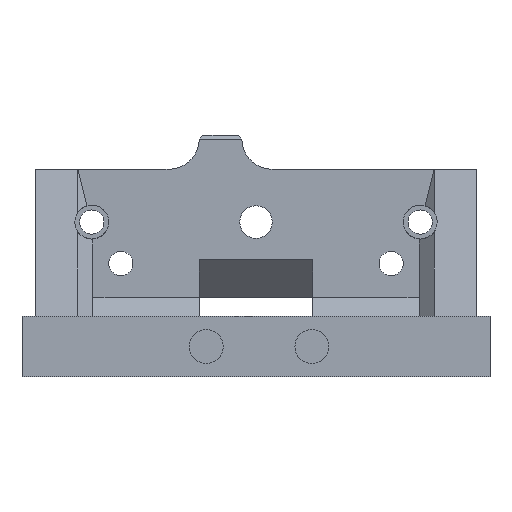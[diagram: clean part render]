
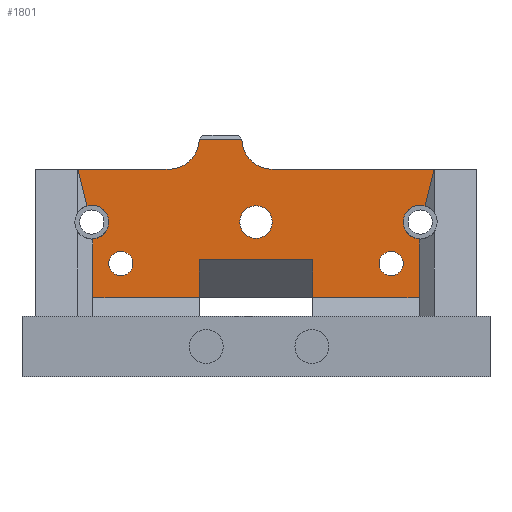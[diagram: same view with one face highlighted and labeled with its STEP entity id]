
A CAD part, left-side view. The second image highlights one B-rep face of the part: STEP entity #1801.
In plain terms, the highlighted planar face has unit normal (-1, 0, 0).
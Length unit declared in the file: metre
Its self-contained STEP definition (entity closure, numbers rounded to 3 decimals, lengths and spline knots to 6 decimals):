
#67=CIRCLE('',#1923,0.00225);
#69=CIRCLE('',#1928,0.00225);
#71=CIRCLE('',#1932,0.0016);
#73=CIRCLE('',#1935,0.0016);
#100=CIRCLE('',#1971,0.00215);
#101=CIRCLE('',#1972,0.004);
#102=CIRCLE('',#1973,0.004);
#270=ORIENTED_EDGE('',*,*,#748,.T.);
#271=ORIENTED_EDGE('',*,*,#657,.T.);
#272=ORIENTED_EDGE('',*,*,#655,.T.);
#273=ORIENTED_EDGE('',*,*,#749,.T.);
#274=ORIENTED_EDGE('',*,*,#750,.T.);
#275=ORIENTED_EDGE('',*,*,#751,.T.);
#276=ORIENTED_EDGE('',*,*,#741,.F.);
#277=ORIENTED_EDGE('',*,*,#752,.T.);
#278=ORIENTED_EDGE('',*,*,#652,.T.);
#279=ORIENTED_EDGE('',*,*,#753,.T.);
#280=ORIENTED_EDGE('',*,*,#754,.T.);
#281=ORIENTED_EDGE('',*,*,#755,.T.);
#282=ORIENTED_EDGE('',*,*,#756,.T.);
#283=ORIENTED_EDGE('',*,*,#757,.F.);
#284=ORIENTED_EDGE('',*,*,#758,.T.);
#285=ORIENTED_EDGE('',*,*,#759,.F.);
#286=ORIENTED_EDGE('',*,*,#647,.T.);
#287=ORIENTED_EDGE('',*,*,#760,.T.);
#288=ORIENTED_EDGE('',*,*,#638,.F.);
#638=EDGE_CURVE('',#880,#881,#1056,.T.);
#647=EDGE_CURVE('',#885,#889,#67,.T.);
#652=EDGE_CURVE('',#895,#894,#69,.T.);
#655=EDGE_CURVE('',#897,#897,#71,.T.);
#657=EDGE_CURVE('',#899,#899,#73,.T.);
#741=EDGE_CURVE('',#977,#978,#1118,.T.);
#748=EDGE_CURVE('',#984,#984,#100,.T.);
#749=EDGE_CURVE('',#880,#985,#101,.T.);
#750=EDGE_CURVE('',#985,#986,#1124,.T.);
#751=EDGE_CURVE('',#986,#978,#102,.T.);
#752=EDGE_CURVE('',#977,#895,#1125,.F.);
#753=EDGE_CURVE('',#894,#987,#1126,.T.);
#754=EDGE_CURVE('',#987,#988,#1127,.T.);
#755=EDGE_CURVE('',#988,#989,#1128,.T.);
#756=EDGE_CURVE('',#989,#990,#1129,.T.);
#757=EDGE_CURVE('',#991,#990,#1130,.T.);
#758=EDGE_CURVE('',#991,#992,#1131,.T.);
#759=EDGE_CURVE('',#885,#992,#1132,.T.);
#760=EDGE_CURVE('',#889,#881,#1133,.T.);
#880=VERTEX_POINT('',#2697);
#881=VERTEX_POINT('',#2699);
#885=VERTEX_POINT('',#2709);
#889=VERTEX_POINT('',#2716);
#894=VERTEX_POINT('',#2727);
#895=VERTEX_POINT('',#2729);
#897=VERTEX_POINT('',#2735);
#899=VERTEX_POINT('',#2740);
#977=VERTEX_POINT('',#2908);
#978=VERTEX_POINT('',#2909);
#984=VERTEX_POINT('',#2923);
#985=VERTEX_POINT('',#2925);
#986=VERTEX_POINT('',#2927);
#987=VERTEX_POINT('',#2931);
#988=VERTEX_POINT('',#2933);
#989=VERTEX_POINT('',#2935);
#990=VERTEX_POINT('',#2937);
#991=VERTEX_POINT('',#2939);
#992=VERTEX_POINT('',#2941);
#1056=LINE('',#2698,#1204);
#1118=LINE('',#2907,#1266);
#1124=LINE('',#2926,#1272);
#1125=LINE('',#2929,#1273);
#1126=LINE('',#2930,#1274);
#1127=LINE('',#2932,#1275);
#1128=LINE('',#2934,#1276);
#1129=LINE('',#2936,#1277);
#1130=LINE('',#2938,#1278);
#1131=LINE('',#2940,#1279);
#1132=LINE('',#2942,#1280);
#1133=LINE('',#2943,#1281);
#1204=VECTOR('',#2131,1.);
#1266=VECTOR('',#2295,1.);
#1272=VECTOR('',#2309,1.);
#1273=VECTOR('',#2312,1.);
#1274=VECTOR('',#2313,1.);
#1275=VECTOR('',#2314,1.);
#1276=VECTOR('',#2315,1.);
#1277=VECTOR('',#2316,1.);
#1278=VECTOR('',#2317,1.);
#1279=VECTOR('',#2318,1.);
#1280=VECTOR('',#2319,1.);
#1281=VECTOR('',#2320,1.);
#1381=EDGE_LOOP('',(#270));
#1382=EDGE_LOOP('',(#271));
#1383=EDGE_LOOP('',(#272));
#1384=EDGE_LOOP('',(#273,#274,#275,#276,#277,#278,#279,#280,#281,#282,#283,
#284,#285,#286,#287,#288));
#1567=FACE_BOUND('',#1381,.T.);
#1568=FACE_BOUND('',#1382,.T.);
#1569=FACE_BOUND('',#1383,.T.);
#1570=FACE_BOUND('',#1384,.T.);
#1729=PLANE('',#1970);
#1801=ADVANCED_FACE('',(#1567,#1568,#1569,#1570),#1729,.F.);
#1923=AXIS2_PLACEMENT_3D('',#2717,#2146,#2147);
#1928=AXIS2_PLACEMENT_3D('',#2728,#2157,#2158);
#1932=AXIS2_PLACEMENT_3D('',#2734,#2165,#2166);
#1935=AXIS2_PLACEMENT_3D('',#2739,#2171,#2172);
#1970=AXIS2_PLACEMENT_3D('',#2921,#2303,#2304);
#1971=AXIS2_PLACEMENT_3D('',#2922,#2305,#2306);
#1972=AXIS2_PLACEMENT_3D('',#2924,#2307,#2308);
#1973=AXIS2_PLACEMENT_3D('',#2928,#2310,#2311);
#2131=DIRECTION('',(0.,-1.,0.));
#2146=DIRECTION('',(1.,0.,0.));
#2147=DIRECTION('',(0.,1.,0.));
#2157=DIRECTION('',(1.,0.,0.));
#2158=DIRECTION('',(0.,1.,0.));
#2165=DIRECTION('',(1.,0.,0.));
#2166=DIRECTION('',(0.,1.,0.));
#2171=DIRECTION('',(1.,0.,0.));
#2172=DIRECTION('',(0.,1.,0.));
#2295=DIRECTION('',(0.,-1.,0.));
#2303=DIRECTION('',(1.,0.,0.));
#2304=DIRECTION('',(0.,1.,0.));
#2305=DIRECTION('',(1.,0.,0.));
#2306=DIRECTION('',(0.,1.,0.));
#2307=DIRECTION('',(1.,0.,0.));
#2308=DIRECTION('',(0.,1.,0.));
#2309=DIRECTION('',(0.,1.,0.));
#2310=DIRECTION('',(1.,0.,0.));
#2311=DIRECTION('',(0.,1.,0.));
#2312=DIRECTION('',(0.,0.241,0.971));
#2313=DIRECTION('',(0.,0.,-1.));
#2314=DIRECTION('',(0.,-1.,0.));
#2315=DIRECTION('',(0.,0.,1.));
#2316=DIRECTION('',(0.,-1.,0.));
#2317=DIRECTION('',(0.,0.,1.));
#2318=DIRECTION('',(0.,-1.,0.));
#2319=DIRECTION('',(0.,0.,-1.));
#2320=DIRECTION('',(0.,-0.241,0.971));
#2697=CARTESIAN_POINT('',(0.0045,-0.002125,0.019));
#2698=CARTESIAN_POINT('',(0.0045,0.,0.019));
#2699=CARTESIAN_POINT('',(0.0045,-0.0236,0.019));
#2709=CARTESIAN_POINT('',(0.0045,-0.0216,0.009755));
#2716=CARTESIAN_POINT('',(0.0045,-0.022397,0.014155));
#2717=CARTESIAN_POINT('',(0.0045,-0.02175,0.012));
#2727=CARTESIAN_POINT('',(0.0045,0.0216,0.009755));
#2728=CARTESIAN_POINT('',(0.0045,0.02175,0.012));
#2729=CARTESIAN_POINT('',(0.0045,0.022397,0.014155));
#2734=CARTESIAN_POINT('',(0.0045,-0.0179,0.0065));
#2735=CARTESIAN_POINT('',(0.0045,-0.0163,0.0065));
#2739=CARTESIAN_POINT('',(0.0045,0.0179,0.0065));
#2740=CARTESIAN_POINT('',(0.0045,0.0195,0.0065));
#2907=CARTESIAN_POINT('',(0.0045,0.,0.019));
#2908=CARTESIAN_POINT('',(0.0045,0.0236,0.019));
#2909=CARTESIAN_POINT('',(0.0045,0.011525,0.019));
#2921=CARTESIAN_POINT('',(0.0045,0.,0.0245));
#2922=CARTESIAN_POINT('',(0.0045,0.,0.012));
#2923=CARTESIAN_POINT('',(0.0045,0.00215,0.012));
#2924=CARTESIAN_POINT('',(0.0045,-0.002125,0.023));
#2925=CARTESIAN_POINT('',(0.0045,0.001875,0.023));
#2926=CARTESIAN_POINT('',(0.0045,0.007525,0.023));
#2927=CARTESIAN_POINT('',(0.0045,0.007525,0.023));
#2928=CARTESIAN_POINT('',(0.0045,0.011525,0.023));
#2929=CARTESIAN_POINT('',(0.0045,0.023515,0.018659));
#2930=CARTESIAN_POINT('',(0.0045,0.0216,0.019002));
#2931=CARTESIAN_POINT('',(0.0045,0.0216,0.002));
#2932=CARTESIAN_POINT('',(0.0045,0.,0.002));
#2933=CARTESIAN_POINT('',(0.0045,0.0075,0.002));
#2934=CARTESIAN_POINT('',(0.0045,0.0075,0.00075));
#2935=CARTESIAN_POINT('',(0.0045,0.0075,0.007));
#2936=CARTESIAN_POINT('',(0.0045,0.,0.007));
#2937=CARTESIAN_POINT('',(0.0045,-0.0075,0.007));
#2938=CARTESIAN_POINT('',(0.0045,-0.0075,0.00075));
#2939=CARTESIAN_POINT('',(0.0045,-0.0075,0.002));
#2940=CARTESIAN_POINT('',(0.0045,0.,0.002));
#2941=CARTESIAN_POINT('',(0.0045,-0.0216,0.002));
#2942=CARTESIAN_POINT('',(0.0045,-0.0216,0.019002));
#2943=CARTESIAN_POINT('',(0.0045,-0.023515,0.018659));
